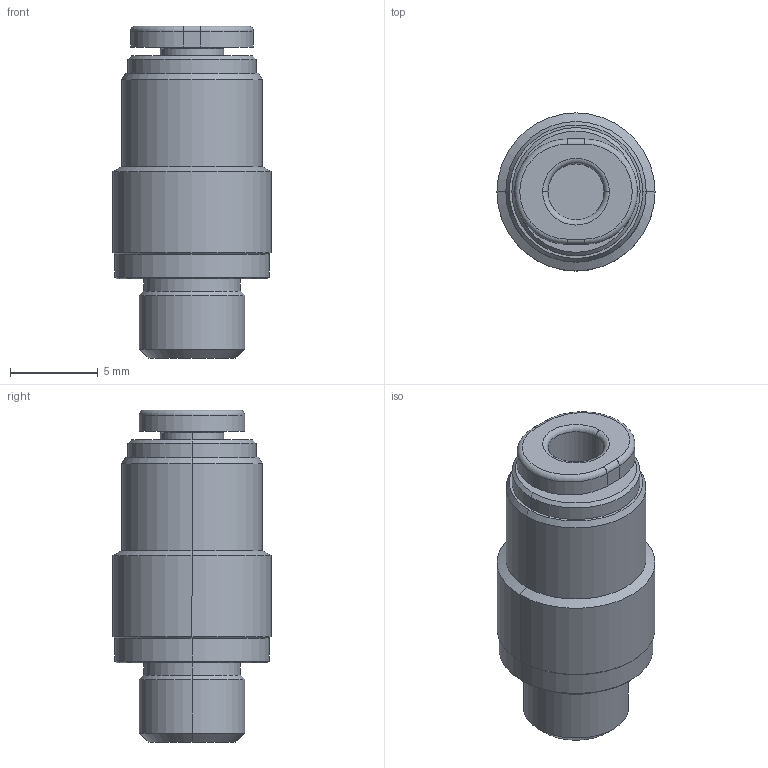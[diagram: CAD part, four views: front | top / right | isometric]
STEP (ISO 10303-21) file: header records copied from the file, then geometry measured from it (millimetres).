
FILE_DESCRIPTION((''),'2;1');
FILE_NAME('POC03M6C-mdt.stp','2017-07-24T15:07:04',(''),(''),'Mechanical Desktop 2009','Mechanical Desktop 2009',', , ');
FILE_SCHEMA(('CONFIG_CONTROL_DESIGN'));
Length unit declared in the file: millimetre
Products named in the file (4): POC03M6C-MDTA; POC03M6C-MDT; COLLAR-C03C-C; COLLAR-C03C
Assembly tree (3 placements, depth 2):
  POC03M6C-MDTA
    POC03M6C-MDT
    COLLAR-C03C-C
    COLLAR-C03C
Bounding box: 9 x 9 x 18.9 mm (x, y, z)
Volume: 765.3 mm3; surface area: 746.2 mm2
Topology: 1 solids, 1 shells, 54 faces, 108 edges, 62 vertices
Faces by surface type: cylinder 22, cone 16, plane 10, torus 4, bspline 2
Entity records: 1613 total; most frequent: CARTESIAN_POINT 316, DIRECTION 284, ORIENTED_EDGE 216, AXIS2_PLACEMENT_3D 120, EDGE_CURVE 108, CIRCLE 64, VERTEX_POINT 62, EDGE_LOOP 60
